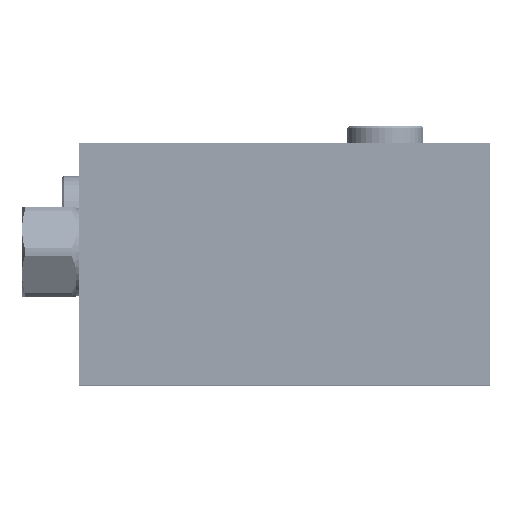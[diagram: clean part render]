
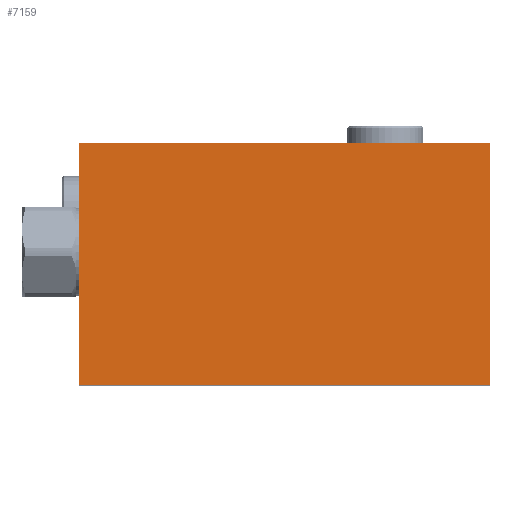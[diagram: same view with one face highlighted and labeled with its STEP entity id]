
A CAD part, top view. The second image highlights one B-rep face of the part: STEP entity #7159.
In plain terms, the highlighted planar face has unit normal (0, 0, 1).
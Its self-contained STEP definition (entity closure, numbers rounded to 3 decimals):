
#741 = CARTESIAN_POINT ( 'NONE',  ( 102., 0., 0. ) ) ;
#1379 = AXIS2_PLACEMENT_3D ( 'NONE', #31542, #58832, #58548 ) ;
#4710 = CARTESIAN_POINT ( 'NONE',  ( 102., 0., 0. ) ) ;
#6968 = EDGE_CURVE ( 'NONE', #16179, #47741, #49903, .T. ) ;
#7159 = ADVANCED_FACE ( 'NONE', ( #47800 ), #31256, .F. ) ;
#7354 = LINE ( 'NONE', #34595, #76135 ) ;
#8035 = DIRECTION ( 'NONE',  ( 0., -1., 0. ) ) ;
#8770 = VECTOR ( 'NONE', #35221, 1000. ) ;
#16179 = VERTEX_POINT ( 'NONE', #20953 ) ;
#20953 = CARTESIAN_POINT ( 'NONE',  ( 102., 60., 0. ) ) ;
#21521 = CARTESIAN_POINT ( 'NONE',  ( 0., 0., 0. ) ) ;
#22839 = ORIENTED_EDGE ( 'NONE', *, *, #37275, .T. ) ;
#22894 = EDGE_CURVE ( 'NONE', #43315, #16179, #41790, .T. ) ;
#22989 = EDGE_CURVE ( 'NONE', #47741, #67301, #7354, .T. ) ;
#24620 = CARTESIAN_POINT ( 'NONE',  ( 0., 0., 0. ) ) ;
#31256 = PLANE ( 'NONE',  #1379 ) ;
#31542 = CARTESIAN_POINT ( 'NONE',  ( 0., 60., 0. ) ) ;
#31698 = LINE ( 'NONE', #21521, #8770 ) ;
#31869 = EDGE_LOOP ( 'NONE', ( #77623, #22839, #43484, #82199 ) ) ;
#34595 = CARTESIAN_POINT ( 'NONE',  ( 0., 0., 0. ) ) ;
#35221 = DIRECTION ( 'NONE',  ( 1., 0., 0. ) ) ;
#37275 = EDGE_CURVE ( 'NONE', #67301, #43315, #31698, .T. ) ;
#40759 = VECTOR ( 'NONE', #47384, 1000. ) ;
#41790 = LINE ( 'NONE', #741, #40759 ) ;
#42368 = DIRECTION ( 'NONE',  ( -1., 0., 0. ) ) ;
#43315 = VERTEX_POINT ( 'NONE', #4710 ) ;
#43484 = ORIENTED_EDGE ( 'NONE', *, *, #22894, .T. ) ;
#47384 = DIRECTION ( 'NONE',  ( 0., 1., 0. ) ) ;
#47741 = VERTEX_POINT ( 'NONE', #62960 ) ;
#47800 = FACE_OUTER_BOUND ( 'NONE', #31869, .T. ) ;
#49903 = LINE ( 'NONE', #81586, #72714 ) ;
#58548 = DIRECTION ( 'NONE',  ( -1., 0., 0. ) ) ;
#58832 = DIRECTION ( 'NONE',  ( 0., 0., -1. ) ) ;
#62960 = CARTESIAN_POINT ( 'NONE',  ( 0., 60., 0. ) ) ;
#67301 = VERTEX_POINT ( 'NONE', #24620 ) ;
#72714 = VECTOR ( 'NONE', #42368, 1000. ) ;
#76135 = VECTOR ( 'NONE', #8035, 1000. ) ;
#77623 = ORIENTED_EDGE ( 'NONE', *, *, #22989, .T. ) ;
#81586 = CARTESIAN_POINT ( 'NONE',  ( 0., 60., 0. ) ) ;
#82199 = ORIENTED_EDGE ( 'NONE', *, *, #6968, .T. ) ;
